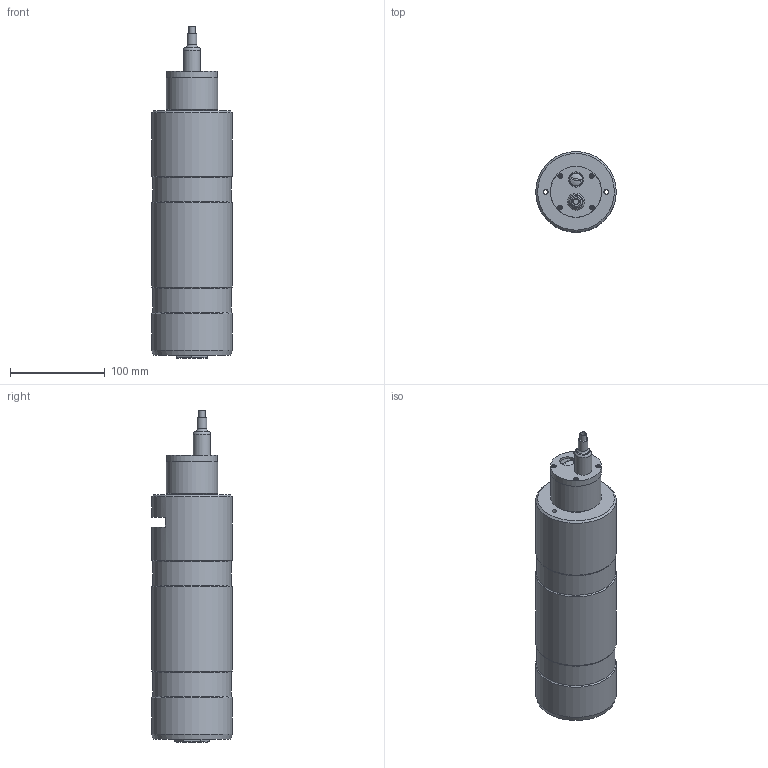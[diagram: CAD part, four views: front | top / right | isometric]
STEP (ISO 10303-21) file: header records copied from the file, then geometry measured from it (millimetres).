
FILE_DESCRIPTION (( 'STEP AP203' ), '1' );
FILE_NAME ('422-418-000-011.STEP', '2016-06-29T08:59:33', ( 'magtroladmin' ), ( 'Hewlett-Packard Company' ), 'SwSTEP 2.0', 'SolidWorks 2016', '' );
FILE_SCHEMA (( 'CONFIG_CONTROL_DESIGN' ));
Length unit declared in the file: millimetre
Products named in the file (1): 422-418-000-011
Bounding box: 85 x 85 x 350.71 mm (x, y, z)
Surface area: 96332.6 mm2 (no closed solid volume)
Topology: 0 solids, 15 shells, 86 faces, 221 edges, 150 vertices
Faces by surface type: plane 42, cylinder 22, cone 10, torus 10, sphere 1, bspline 1
Full cylindrical faces by diameter (mm): 2.1 x1, 5 x8, 5.5 x1, 6.7 x1, 10 x1, 16 x1, 18 x1, 54 x2, 83 x2, 85 x3
Entity records: 2570 total; most frequent: CARTESIAN_POINT 600, DIRECTION 408, ORIENTED_EDGE 269, EDGE_CURVE 170, AXIS2_PLACEMENT_3D 162, EDGE_LOOP 150, VERTEX_POINT 140, FACE_OUTER_BOUND 118
